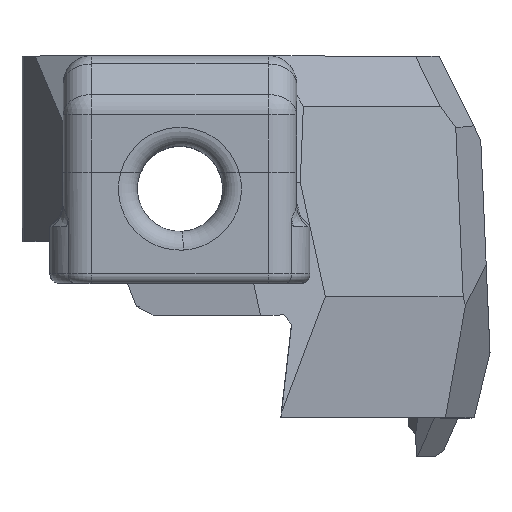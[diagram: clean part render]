
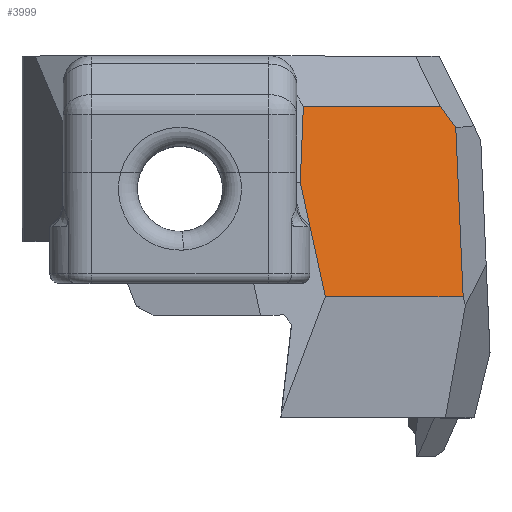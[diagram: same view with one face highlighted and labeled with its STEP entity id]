
A CAD part, top view. The second image highlights one B-rep face of the part: STEP entity #3999.
In plain terms, the highlighted planar face has unit normal (0.626, 0.07, 0.776).
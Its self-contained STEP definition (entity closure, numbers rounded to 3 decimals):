
#152=PLANE('',#4301);
#400=LINE('',#6322,#822);
#401=LINE('',#6324,#823);
#402=LINE('',#6326,#824);
#403=LINE('',#6328,#825);
#404=LINE('',#6330,#826);
#405=LINE('',#6331,#827);
#822=VECTOR('',#4942,10.);
#823=VECTOR('',#4943,10.);
#824=VECTOR('',#4944,10.);
#825=VECTOR('',#4945,10.);
#826=VECTOR('',#4946,10.);
#827=VECTOR('',#4947,10.);
#1241=FACE_OUTER_BOUND('',#1466,.T.);
#1466=EDGE_LOOP('',(#3107,#3108,#3109,#3110,#3111,#3112));
#1886=VERTEX_POINT('',#6320);
#1887=VERTEX_POINT('',#6321);
#1888=VERTEX_POINT('',#6323);
#1889=VERTEX_POINT('',#6325);
#1890=VERTEX_POINT('',#6327);
#1891=VERTEX_POINT('',#6329);
#2345=EDGE_CURVE('',#1886,#1887,#400,.F.);
#2346=EDGE_CURVE('',#1888,#1886,#401,.T.);
#2347=EDGE_CURVE('',#1889,#1888,#402,.T.);
#2348=EDGE_CURVE('',#1889,#1890,#403,.F.);
#2349=EDGE_CURVE('',#1891,#1890,#404,.T.);
#2350=EDGE_CURVE('',#1887,#1891,#405,.T.);
#3107=ORIENTED_EDGE('',*,*,#2345,.F.);
#3108=ORIENTED_EDGE('',*,*,#2346,.F.);
#3109=ORIENTED_EDGE('',*,*,#2347,.F.);
#3110=ORIENTED_EDGE('',*,*,#2348,.T.);
#3111=ORIENTED_EDGE('',*,*,#2349,.F.);
#3112=ORIENTED_EDGE('',*,*,#2350,.F.);
#3999=ADVANCED_FACE('',(#1241),#152,.T.);
#4301=AXIS2_PLACEMENT_3D('',#6319,#4940,#4941);
#4940=DIRECTION('center_axis',(0.626,0.07,0.776));
#4941=DIRECTION('ref_axis',(0.778,0.,-0.628));
#4942=DIRECTION('',(-0.778,0.,0.628));
#4943=DIRECTION('',(0.04,0.992,-0.121));
#4944=DIRECTION('',(-0.214,0.973,0.085));
#4945=DIRECTION('',(-0.778,0.,0.628));
#4946=DIRECTION('',(0.044,-0.998,0.054));
#4947=DIRECTION('',(0.545,-0.751,-0.372));
#6319=CARTESIAN_POINT('Origin',(30.586,26.926,116.751));
#6320=CARTESIAN_POINT('',(14.538,36.684,128.824));
#6321=CARTESIAN_POINT('',(29.016,36.684,117.141));
#6322=CARTESIAN_POINT('',(30.271,36.684,116.129));
#6323=CARTESIAN_POINT('',(14.214,28.649,129.808));
#6324=CARTESIAN_POINT('',(14.148,27.021,130.007));
#6325=CARTESIAN_POINT('',(16.868,16.572,128.751));
#6326=CARTESIAN_POINT('',(15.987,20.579,129.101));
#6327=CARTESIAN_POINT('',(31.425,16.572,117.005));
#6328=CARTESIAN_POINT('',(30.988,16.572,117.357));
#6329=CARTESIAN_POINT('',(30.645,34.439,116.029));
#6330=CARTESIAN_POINT('',(30.82,30.435,116.247));
#6331=CARTESIAN_POINT('',(31.068,33.856,115.74));
